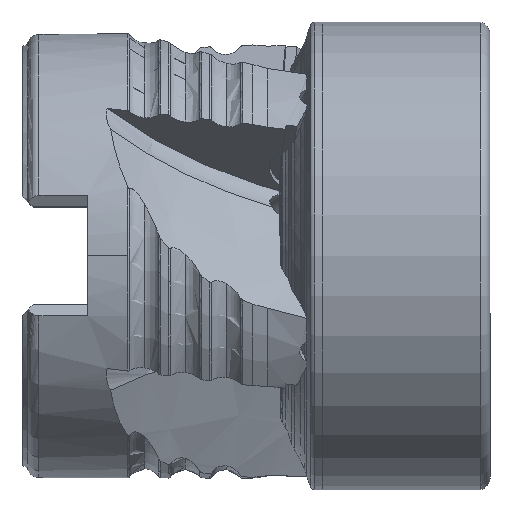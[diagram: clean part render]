
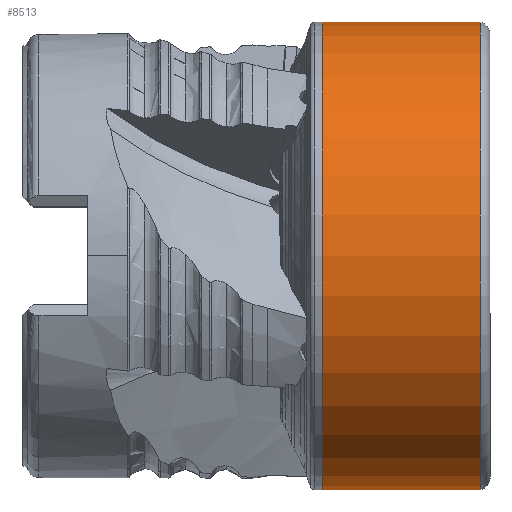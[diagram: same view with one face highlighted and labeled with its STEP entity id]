
A CAD part, top view. The second image highlights one B-rep face of the part: STEP entity #8513.
In plain terms, the highlighted cylindrical face has radius 19.988 mm (diameter 39.977 mm), a partial arc.
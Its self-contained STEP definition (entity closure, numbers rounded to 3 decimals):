
#877 = DIRECTION ( 'NONE',  ( 0., 1., 0. ) ) ;
#1217 = ORIENTED_EDGE ( 'NONE', *, *, #13349, .F. ) ;
#1266 = EDGE_CURVE ( 'NONE', #10973, #8854, #1986, .T. ) ;
#1448 = AXIS2_PLACEMENT_3D ( 'NONE', #13077, #11907, #9779 ) ;
#1834 = VECTOR ( 'NONE', #9268, 1000. ) ;
#1986 = LINE ( 'NONE', #10477, #5911 ) ;
#2047 = CARTESIAN_POINT ( 'NONE',  ( -13.318, 19.988, 0. ) ) ;
#2707 = FACE_OUTER_BOUND ( 'NONE', #5880, .T. ) ;
#5025 = AXIS2_PLACEMENT_3D ( 'NONE', #14008, #14112, #8136 ) ;
#5773 = DIRECTION ( 'NONE',  ( 1., 0., 0. ) ) ;
#5880 = EDGE_LOOP ( 'NONE', ( #6280, #12845, #1217, #6282 ) ) ;
#5911 = VECTOR ( 'NONE', #5773, 1000. ) ;
#6280 = ORIENTED_EDGE ( 'NONE', *, *, #6379, .T. ) ;
#6282 = ORIENTED_EDGE ( 'NONE', *, *, #12529, .F. ) ;
#6379 = EDGE_CURVE ( 'NONE', #6881, #10973, #12085, .T. ) ;
#6881 = VERTEX_POINT ( 'NONE', #2047 ) ;
#7713 = CIRCLE ( 'NONE', #5025, 19.988 ) ;
#8136 = DIRECTION ( 'NONE',  ( 0., 1., 0. ) ) ;
#8513 = ADVANCED_FACE ( 'NONE', ( #2707 ), #11110, .T. ) ;
#8854 = VERTEX_POINT ( 'NONE', #13744 ) ;
#9268 = DIRECTION ( 'NONE',  ( 1., 0., 0. ) ) ;
#9523 = CARTESIAN_POINT ( 'NONE',  ( 0.185, 19.988, 0. ) ) ;
#9779 = DIRECTION ( 'NONE',  ( 0., 1., 0. ) ) ;
#10159 = CARTESIAN_POINT ( 'NONE',  ( -13.318, -19.988, 0. ) ) ;
#10453 = DIRECTION ( 'NONE',  ( 1., 0., 0. ) ) ;
#10477 = CARTESIAN_POINT ( 'NONE',  ( 6.763, -19.988, 0. ) ) ;
#10516 = CARTESIAN_POINT ( 'NONE',  ( 6.763, 19.988, 0. ) ) ;
#10973 = VERTEX_POINT ( 'NONE', #10159 ) ;
#11042 = AXIS2_PLACEMENT_3D ( 'NONE', #15228, #10453, #877 ) ;
#11110 = CYLINDRICAL_SURFACE ( 'NONE', #1448, 19.988 ) ;
#11336 = VERTEX_POINT ( 'NONE', #9523 ) ;
#11907 = DIRECTION ( 'NONE',  ( 1., 0., 0. ) ) ;
#12085 = CIRCLE ( 'NONE', #11042, 19.988 ) ;
#12529 = EDGE_CURVE ( 'NONE', #6881, #11336, #14060, .T. ) ;
#12845 = ORIENTED_EDGE ( 'NONE', *, *, #1266, .T. ) ;
#13077 = CARTESIAN_POINT ( 'NONE',  ( 6.763, 0., 0. ) ) ;
#13349 = EDGE_CURVE ( 'NONE', #11336, #8854, #7713, .T. ) ;
#13744 = CARTESIAN_POINT ( 'NONE',  ( 0.185, -19.988, 0. ) ) ;
#14008 = CARTESIAN_POINT ( 'NONE',  ( 0.185, 0., 0. ) ) ;
#14060 = LINE ( 'NONE', #10516, #1834 ) ;
#14112 = DIRECTION ( 'NONE',  ( 1., 0., 0. ) ) ;
#15228 = CARTESIAN_POINT ( 'NONE',  ( -13.318, 0., 0. ) ) ;
